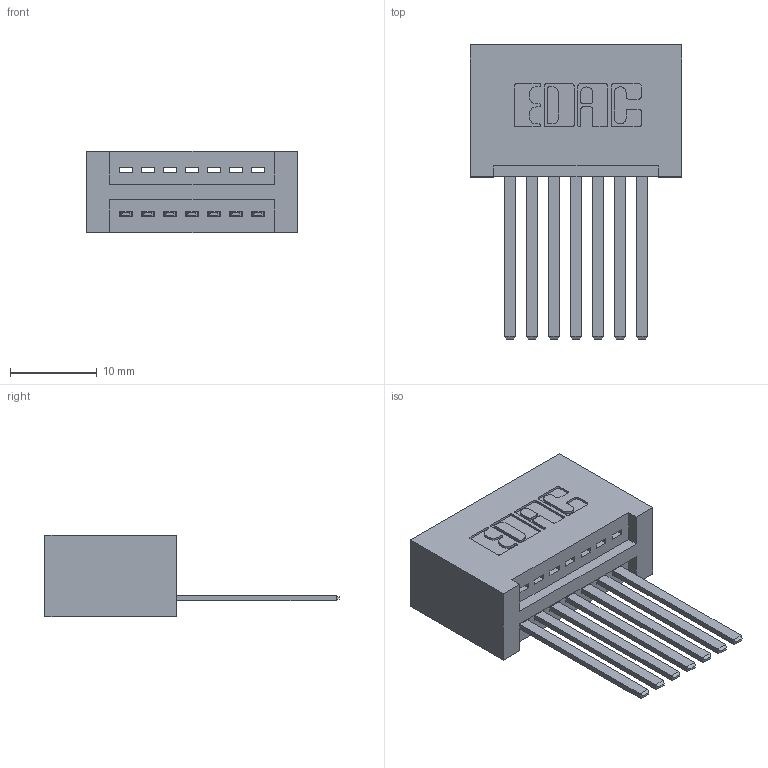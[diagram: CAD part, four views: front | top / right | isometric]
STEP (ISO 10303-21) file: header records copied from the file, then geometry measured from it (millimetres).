
FILE_DESCRIPTION (( 'STEP AP203' ), '1' );
FILE_NAME ('345-007-544-101.STEP', '2019-10-03T17:48:25', ( '' ), ( '' ), 'SwSTEP 2.0', 'SolidWorks 2016', '' );
FILE_SCHEMA (( 'CONFIG_CONTROL_DESIGN' ));
Length unit declared in the file: inch
Products named in the file (3): 345 Part_No Mounting Lugs; 345-007-544-101; 345-292-001_345-293-144
Assembly tree (8 placements, depth 2):
  345-007-544-101
    345 Part_No Mounting Lugs
    345-292-001_345-293-144  x7
Bounding box: 24.38 x 33.96 x 9.4 mm (x, y, z)
Volume: 2694.7 mm3; surface area: 3538.9 mm2
Topology: 8 solids, 8 shells, 482 faces, 1423 edges, 938 vertices
Faces by surface type: plane 328, cylinder 154
Entity records: 9519 total; most frequent: CARTESIAN_POINT 1657, ORIENTED_EDGE 1598, DIRECTION 1489, EDGE_CURVE 799, LINE 651, VECTOR 651, VERTEX_POINT 530, AXIS2_PLACEMENT_3D 419
